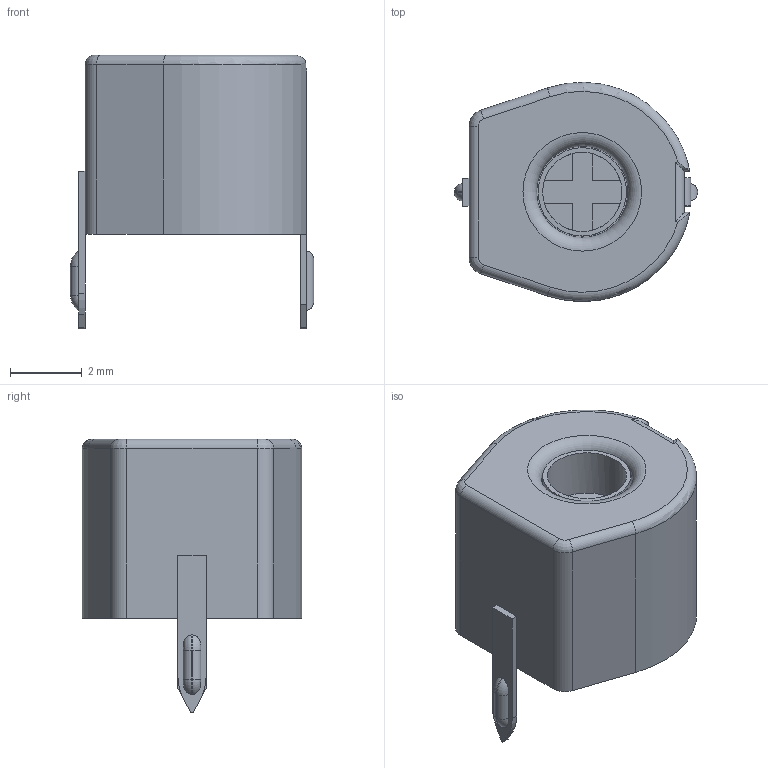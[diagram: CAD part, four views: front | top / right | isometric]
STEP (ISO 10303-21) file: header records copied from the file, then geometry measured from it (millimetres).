
FILE_DESCRIPTION(('FreeCAD Model'),'2;1');
FILE_NAME('Open CASCADE Shape Model','2022-07-30T14:59:42',( 'kicad StepUp'),('ksu MCAD'),'Open CASCADE STEP processor 7.5', 'FreeCAD','Unknown');
FILE_SCHEMA(('AUTOMOTIVE_DESIGN { 1 0 10303 214 1 1 1 1 }'));
Length unit declared in the file: millimetre
Products named in the file (1): Trimmer Cap - Brown
Bounding box: 6.76 x 6.09 x 7.6 mm (x, y, z)
Volume: 145.6 mm3; surface area: 220.8 mm2
Topology: 1 solids, 21 shells, 264 faces, 616 edges, 400 vertices
Faces by surface type: plane 189, bspline 40, cylinder 26, torus 7, revolution 2
Full cylindrical faces by diameter (mm): 2.206 x1, 2.46 x1, 2.54 x1
Entity records: 8786 total; most frequent: CARTESIAN_POINT 3354, ORIENTED_EDGE 1232, DIRECTION 846, EDGE_CURVE 616, VERTEX_POINT 400, AXIS2_PLACEMENT_3D 285, FACE_BOUND 282, EDGE_LOOP 282
